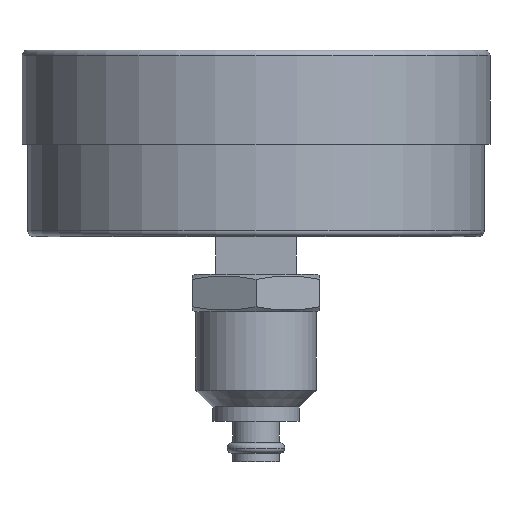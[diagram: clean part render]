
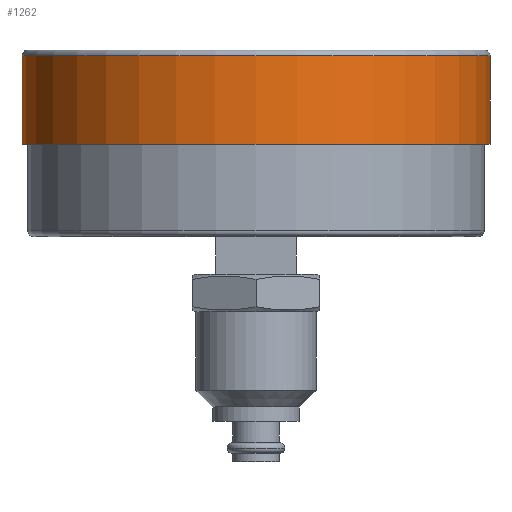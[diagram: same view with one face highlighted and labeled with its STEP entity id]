
A CAD part, front view. The second image highlights one B-rep face of the part: STEP entity #1262.
In plain terms, the highlighted cylindrical face has radius 40.5 mm (diameter 81 mm), a partial arc.
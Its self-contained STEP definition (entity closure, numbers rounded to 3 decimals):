
#127 = CARTESIAN_POINT ( 'NONE',  ( 0., 0., -1.732 ) ) ;
#128 = DIRECTION ( 'NONE',  ( 0., 0., -1. ) ) ;
#129 = DIRECTION ( 'NONE',  ( 1., 0., 0. ) ) ;
#130 = CARTESIAN_POINT ( 'NONE',  ( 0., 0., -17. ) ) ;
#131 = DIRECTION ( 'NONE',  ( 0., 0., -1. ) ) ;
#132 = DIRECTION ( 'NONE',  ( -1., 0., 0. ) ) ;
#694 = CARTESIAN_POINT ( 'NONE',  ( 40.5, 0., 0. ) ) ;
#699 = DIRECTION ( 'NONE',  ( 0., 0., -1. ) ) ;
#752 = CARTESIAN_POINT ( 'NONE',  ( -40.5, 0., 0. ) ) ;
#753 = DIRECTION ( 'NONE',  ( 0., 0., -1. ) ) ;
#1067 = CIRCLE ( 'NONE', #1208, 40.5 ) ;
#1068 = CIRCLE ( 'NONE', #1209, 40.5 ) ;
#1208 = AXIS2_PLACEMENT_3D ( 'NONE', #127, #128, #129 ) ;
#1209 = AXIS2_PLACEMENT_3D ( 'NONE', #130, #131, #132 ) ;
#1262 = ADVANCED_FACE ( 'NONE', ( #2532 ), #2534, .T. ) ;
#1507 = DIRECTION ( 'NONE',  ( -1., 0., 0. ) ) ;
#1509 = CARTESIAN_POINT ( 'NONE',  ( 0., 0., 0. ) ) ;
#1510 = DIRECTION ( 'NONE',  ( 0., 0., -1. ) ) ;
#1628 = CARTESIAN_POINT ( 'NONE',  ( -40.5, 0., -1.732 ) ) ;
#1638 = CARTESIAN_POINT ( 'NONE',  ( -40.5, 0., -17. ) ) ;
#1642 = CARTESIAN_POINT ( 'NONE',  ( 40.5, 0., -17. ) ) ;
#1652 = CARTESIAN_POINT ( 'NONE',  ( 40.5, 0., -1.732 ) ) ;
#2049 = EDGE_LOOP ( 'NONE', ( #2189, #2190, #2191, #2192 ) ) ;
#2189 = ORIENTED_EDGE ( 'NONE', *, *, #3109, .F. ) ;
#2190 = ORIENTED_EDGE ( 'NONE', *, *, #3350, .T. ) ;
#2191 = ORIENTED_EDGE ( 'NONE', *, *, #3133, .T. ) ;
#2192 = ORIENTED_EDGE ( 'NONE', *, *, #3351, .F. ) ;
#2235 = VERTEX_POINT ( 'NONE', #1628 ) ;
#2245 = VERTEX_POINT ( 'NONE', #1638 ) ;
#2249 = VERTEX_POINT ( 'NONE', #1642 ) ;
#2259 = VERTEX_POINT ( 'NONE', #1652 ) ;
#2532 = FACE_OUTER_BOUND ( 'NONE', #2049, .T. ) ;
#2534 = CYLINDRICAL_SURFACE ( 'NONE', #3416, 40.5 ) ;
#2733 = LINE ( 'NONE', #694, #2737 ) ;
#2737 = VECTOR ( 'NONE', #699, 1000. ) ;
#2771 = LINE ( 'NONE', #752, #2773 ) ;
#2773 = VECTOR ( 'NONE', #753, 1000. ) ;
#3109 = EDGE_CURVE ( 'NONE', #2259, #2249, #2733, .T. ) ;
#3133 = EDGE_CURVE ( 'NONE', #2235, #2245, #2771, .T. ) ;
#3350 = EDGE_CURVE ( 'NONE', #2259, #2235, #1067, .T. ) ;
#3351 = EDGE_CURVE ( 'NONE', #2249, #2245, #1068, .T. ) ;
#3416 = AXIS2_PLACEMENT_3D ( 'NONE', #1509, #1510, #1507 ) ;
